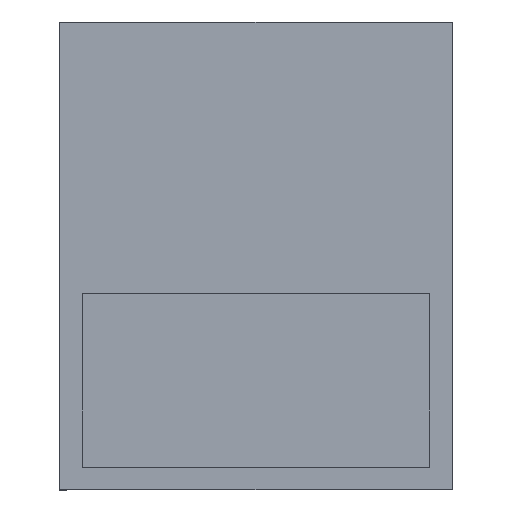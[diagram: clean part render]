
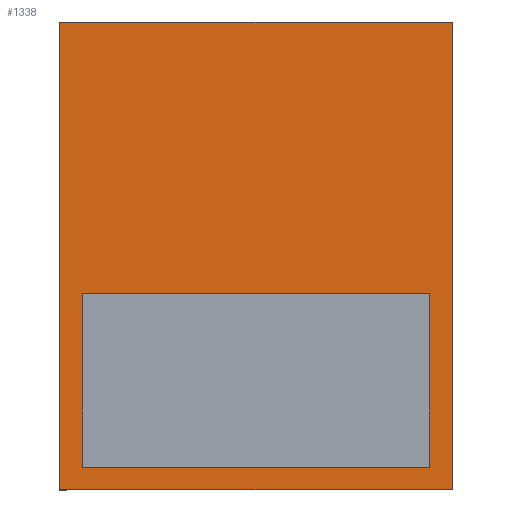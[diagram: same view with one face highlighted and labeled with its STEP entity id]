
A CAD part, top view. The second image highlights one B-rep face of the part: STEP entity #1338.
In plain terms, the highlighted planar face has unit normal (0, 0, 1).
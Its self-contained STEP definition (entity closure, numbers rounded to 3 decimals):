
#5 = CARTESIAN_POINT ( 'NONE',  ( 1.3, 2.375, 0. ) ) ;
#13 = CARTESIAN_POINT ( 'NONE',  ( -1.15, 0.825, 0. ) ) ;
#23 = CARTESIAN_POINT ( 'NONE',  ( 1.15, 0.575, 0. ) ) ;
#64 = EDGE_CURVE ( 'NONE', #1317, #729, #1513, .T. ) ;
#83 = AXIS2_PLACEMENT_3D ( 'NONE', #428, #1010, #1590 ) ;
#143 = VECTOR ( 'NONE', #365, 1000. ) ;
#146 = VECTOR ( 'NONE', #532, 1000. ) ;
#168 = LINE ( 'NONE', #1609, #1607 ) ;
#169 = VECTOR ( 'NONE', #772, 1000. ) ;
#183 = VECTOR ( 'NONE', #540, 1000. ) ;
#202 = EDGE_CURVE ( 'NONE', #1271, #1511, #168, .T. ) ;
#209 = LINE ( 'NONE', #506, #1294 ) ;
#254 = EDGE_CURVE ( 'NONE', #729, #673, #1174, .T. ) ;
#266 = CARTESIAN_POINT ( 'NONE',  ( 1.3, 2.375, 0. ) ) ;
#278 = VERTEX_POINT ( 'NONE', #1596 ) ;
#287 = VERTEX_POINT ( 'NONE', #23 ) ;
#305 = ORIENTED_EDGE ( 'NONE', *, *, #708, .F. ) ;
#315 = DIRECTION ( 'NONE',  ( -1., 0., 0. ) ) ;
#319 = VECTOR ( 'NONE', #700, 1000. ) ;
#365 = DIRECTION ( 'NONE',  ( 0., -1., 0. ) ) ;
#392 = CARTESIAN_POINT ( 'NONE',  ( 1.15, 0.825, 0. ) ) ;
#428 = CARTESIAN_POINT ( 'NONE',  ( 0., 0.825, 0. ) ) ;
#496 = CARTESIAN_POINT ( 'NONE',  ( 0., -0.575, 0. ) ) ;
#506 = CARTESIAN_POINT ( 'NONE',  ( 0., 0.575, 0. ) ) ;
#532 = DIRECTION ( 'NONE',  ( 1., 0., 0. ) ) ;
#540 = DIRECTION ( 'NONE',  ( 0., -1., 0. ) ) ;
#565 = CARTESIAN_POINT ( 'NONE',  ( -1.15, -0.575, 0. ) ) ;
#567 = FACE_BOUND ( 'NONE', #1642, .T. ) ;
#635 = ORIENTED_EDGE ( 'NONE', *, *, #1672, .F. ) ;
#673 = VERTEX_POINT ( 'NONE', #878 ) ;
#680 = ORIENTED_EDGE ( 'NONE', *, *, #254, .T. ) ;
#699 = DIRECTION ( 'NONE',  ( 0., 1., 0. ) ) ;
#700 = DIRECTION ( 'NONE',  ( 0., 1., 0. ) ) ;
#708 = EDGE_CURVE ( 'NONE', #1511, #278, #1032, .T. ) ;
#729 = VERTEX_POINT ( 'NONE', #565 ) ;
#746 = VERTEX_POINT ( 'NONE', #5 ) ;
#772 = DIRECTION ( 'NONE',  ( -1., 0., 0. ) ) ;
#878 = CARTESIAN_POINT ( 'NONE',  ( -1.15, 0.575, 0. ) ) ;
#937 = LINE ( 'NONE', #1219, #143 ) ;
#1010 = DIRECTION ( 'NONE',  ( 0., 0., 1. ) ) ;
#1032 = LINE ( 'NONE', #1452, #319 ) ;
#1159 = ORIENTED_EDGE ( 'NONE', *, *, #1391, .F. ) ;
#1174 = LINE ( 'NONE', #13, #1634 ) ;
#1219 = CARTESIAN_POINT ( 'NONE',  ( 1.3, -0.725, 0. ) ) ;
#1224 = CARTESIAN_POINT ( 'NONE',  ( -1.3, -0.725, 0. ) ) ;
#1271 = VERTEX_POINT ( 'NONE', #1600 ) ;
#1288 = ORIENTED_EDGE ( 'NONE', *, *, #1663, .T. ) ;
#1294 = VECTOR ( 'NONE', #1792, 1000. ) ;
#1317 = VERTEX_POINT ( 'NONE', #1767 ) ;
#1326 = ORIENTED_EDGE ( 'NONE', *, *, #64, .T. ) ;
#1338 = ADVANCED_FACE ( 'NONE', ( #1526, #567 ), #1736, .T. ) ;
#1343 = EDGE_LOOP ( 'NONE', ( #305, #1470, #1159, #635 ) ) ;
#1391 = EDGE_CURVE ( 'NONE', #746, #1271, #937, .T. ) ;
#1397 = EDGE_CURVE ( 'NONE', #673, #287, #209, .T. ) ;
#1419 = LINE ( 'NONE', #392, #183 ) ;
#1452 = CARTESIAN_POINT ( 'NONE',  ( -1.3, -0.725, 0. ) ) ;
#1470 = ORIENTED_EDGE ( 'NONE', *, *, #202, .F. ) ;
#1511 = VERTEX_POINT ( 'NONE', #1224 ) ;
#1513 = LINE ( 'NONE', #496, #169 ) ;
#1526 = FACE_OUTER_BOUND ( 'NONE', #1343, .T. ) ;
#1590 = DIRECTION ( 'NONE',  ( 1., 0., 0. ) ) ;
#1596 = CARTESIAN_POINT ( 'NONE',  ( -1.3, 2.375, 0. ) ) ;
#1600 = CARTESIAN_POINT ( 'NONE',  ( 1.3, -0.725, 0. ) ) ;
#1607 = VECTOR ( 'NONE', #315, 1000. ) ;
#1609 = CARTESIAN_POINT ( 'NONE',  ( 1.3, -0.725, 0. ) ) ;
#1634 = VECTOR ( 'NONE', #699, 1000. ) ;
#1642 = EDGE_LOOP ( 'NONE', ( #680, #1852, #1288, #1326 ) ) ;
#1663 = EDGE_CURVE ( 'NONE', #287, #1317, #1419, .T. ) ;
#1672 = EDGE_CURVE ( 'NONE', #278, #746, #1703, .T. ) ;
#1703 = LINE ( 'NONE', #266, #146 ) ;
#1736 = PLANE ( 'NONE',  #83 ) ;
#1767 = CARTESIAN_POINT ( 'NONE',  ( 1.15, -0.575, 0. ) ) ;
#1792 = DIRECTION ( 'NONE',  ( 1., 0., 0. ) ) ;
#1852 = ORIENTED_EDGE ( 'NONE', *, *, #1397, .T. ) ;
